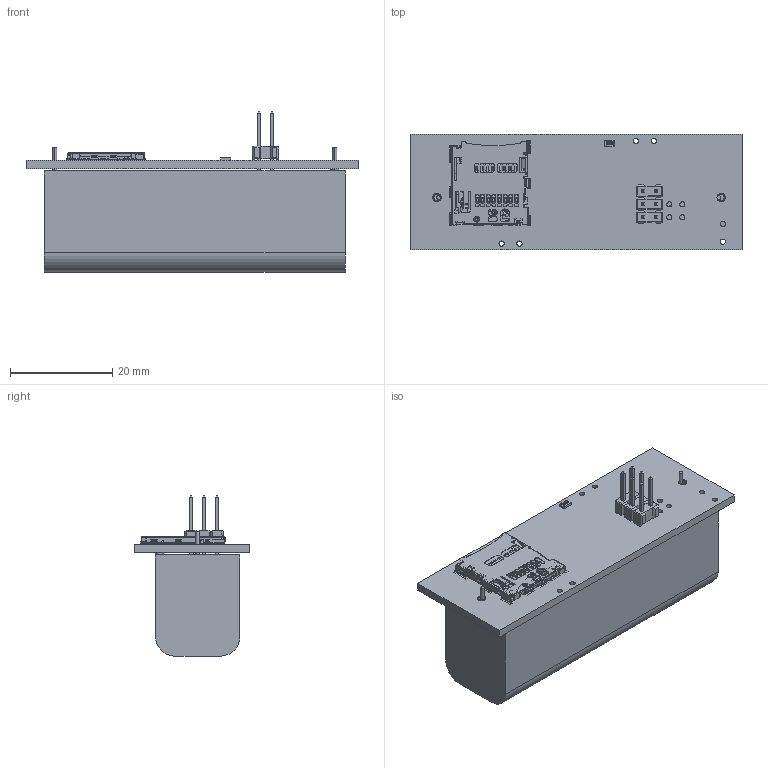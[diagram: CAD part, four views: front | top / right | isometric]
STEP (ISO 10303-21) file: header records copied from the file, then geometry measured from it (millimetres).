
FILE_DESCRIPTION(('FreeCAD Model'),'2;1');
FILE_NAME('phoenix1.step', '2018-04-29T11:34:30',('kicad StepUp'),('ksu MCAD'), 'Open CASCADE STEP processor 6.8','FreeCAD','Unknown');
FILE_SCHEMA(('AUTOMOTIVE_DESIGN_CC2 { 1 2 10303 214 -1 1 5 4 }'));
Length unit declared in the file: millimetre
Products named in the file (5): Pcb; battery_holder011_; TopPads_sp019_; Header_Straight_2x012_; res0805_
Bounding box: 65.02 x 22.61 x 31.39 mm (x, y, z)
Volume: 21376.5 mm3; surface area: 9584.4 mm2
Topology: 37 solids, 41 shells, 1593 faces, 4500 edges, 2985 vertices
Faces by surface type: plane 1173, cylinder 376, bspline 20, torus 14, sphere 10
Full cylindrical faces by diameter (mm): 1.016 x6, 1.02 x6, 1.17 x8, 1.18 x2, 1.67 x4
Entity records: 62719 total; most frequent: CARTESIAN_POINT 10583, ORIENTED_EDGE 8968, DIRECTION 7920, EDGE_CURVE 4492, LINE 3096, VECTOR 3096, VERTEX_POINT 2985, AXIS2_PLACEMENT_3D 2412
